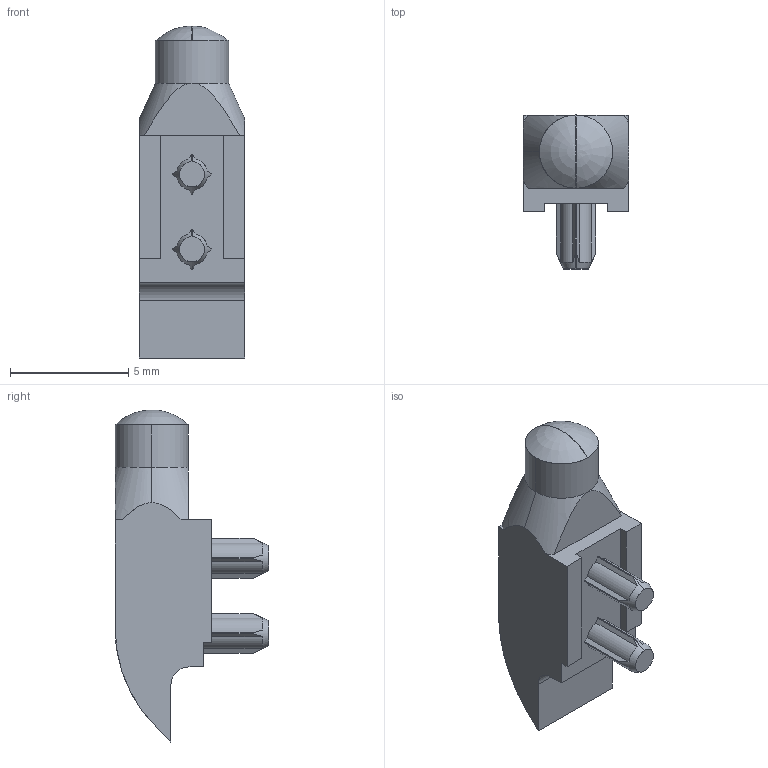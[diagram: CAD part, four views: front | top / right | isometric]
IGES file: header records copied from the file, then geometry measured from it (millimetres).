
Start section: SolidWorks IGES file using analytic representation for surfaces
Global section: file name: 7511A85x.IGS; native system: SolidWorks 2016; preprocessor: SolidWorks 2016; author: tstoltenburg; date: 180118.110816; units: inch
Bounding box: 4.45 x 6.5 x 14.05 mm (x, y, z)
Surface area: 238.5 mm2 (no closed solid volume)
Topology: 0 solids, 0 shells, 66 faces, 480 edges, 478 vertices
Faces by surface type: bspline 35, revolution 31
